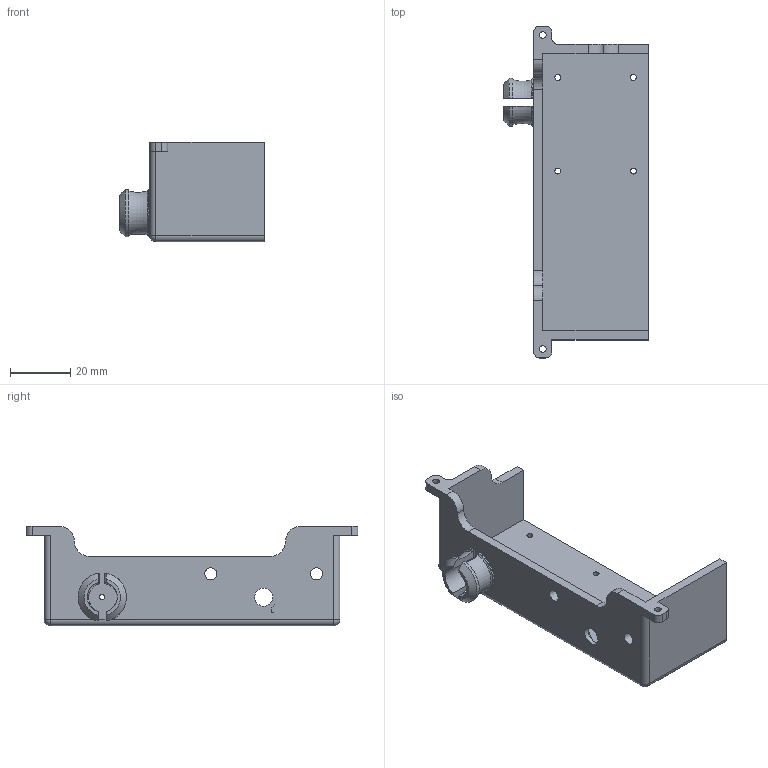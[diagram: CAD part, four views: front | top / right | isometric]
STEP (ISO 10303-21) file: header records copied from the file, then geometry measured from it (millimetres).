
FILE_DESCRIPTION(/* description */ ('STEP AP242','CAx-IF Rec.Pracs.---Representation and Presentation of Product Manufacturing Information (PMI)---4.0---2014-10-13','CAx-IF Rec.Pracs.---3D Tessellated Geometry---0.4---2014-09-14','2;1'),/* implementation_level */ '2;1');
FILE_NAME(/* name */ '64dd86b2b8d6cf5b8b5bacf8',/* time_stamp */ '2023-08-17T02:32:19Z',/* author */ (''),/* organization */ (''),/* preprocessor_version */ 'ST-DEVELOPER v19.4',/* originating_system */ ' ',/* authorisation */ ' ');
FILE_SCHEMA (('AP242_MANAGED_MODEL_BASED_3D_ENGINEERING_MIM_LF { 1 0 10303 442 1 1 4 }'));
Length unit declared in the file: metre
Products named in the file (1): V1 Chassis - Right
Bounding box: 48 x 110 x 33 mm (x, y, z)
Volume: 24234.1 mm3; surface area: 17735.5 mm2
Topology: 1 solids, 2 shells, 90 faces, 256 edges, 170 vertices
Faces by surface type: cylinder 39, plane 35, torus 6, bspline 4, sphere 4, cone 2
Full cylindrical faces by diameter (mm): 1.75 x1, 2 x4, 2.2 x2, 4 x2, 6 x1, 9 x1
Entity records: 3148 total; most frequent: CARTESIAN_POINT 851, ORIENTED_EDGE 474, DIRECTION 455, EDGE_CURVE 237, AXIS2_PLACEMENT_3D 175, VERTEX_POINT 164, EDGE_LOOP 123, FACE_BOUND 123
